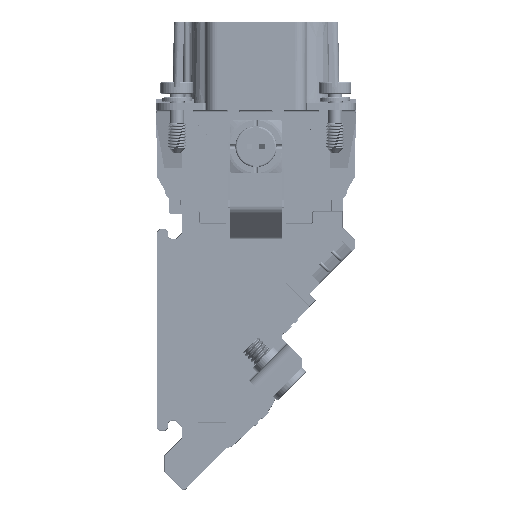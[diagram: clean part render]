
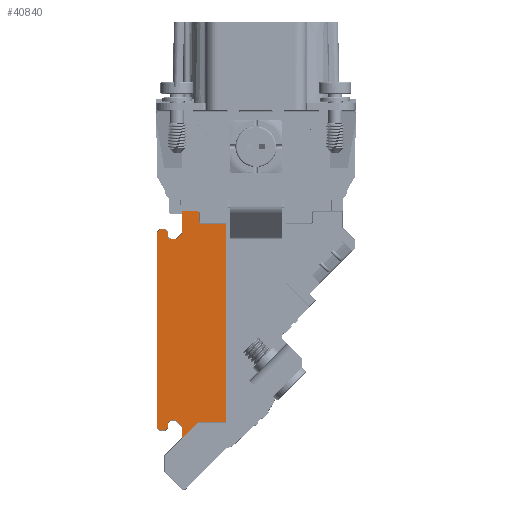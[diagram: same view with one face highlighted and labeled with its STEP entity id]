
A CAD part, front view. The second image highlights one B-rep face of the part: STEP entity #40840.
In plain terms, the highlighted planar face has unit normal (0, -1, 0).
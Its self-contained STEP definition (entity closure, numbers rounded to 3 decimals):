
#31697=B_SPLINE_CURVE_WITH_KNOTS('',3,(#203214,#203215,#203216,#203217),
 .UNSPECIFIED.,.F.,.F.,(4,4),(0.,1.),.UNSPECIFIED.);
#31703=B_SPLINE_CURVE_WITH_KNOTS('',3,(#203262,#203263,#203264,#203265),
 .UNSPECIFIED.,.F.,.F.,(4,4),(0.,1.),.UNSPECIFIED.);
#37049=CIRCLE('',#152714,0.601);
#37051=CIRCLE('',#152726,0.601);
#40840=ADVANCED_FACE('',(#50732),#46193,.T.);
#46193=PLANE('',#152828);
#50732=FACE_OUTER_BOUND('',#56854,.T.);
#56854=EDGE_LOOP('',(#72554,#72555,#72556,#72557,#72558,#72559,#72560,#72561,
#72562,#72563,#72564,#72565,#72566,#72567,#72568,#72569,#72570,#72571,#72572,
#72573,#72574,#72575,#72576,#72577,#72578));
#72554=ORIENTED_EDGE('',*,*,#114342,.F.);
#72555=ORIENTED_EDGE('',*,*,#114347,.T.);
#72556=ORIENTED_EDGE('',*,*,#114351,.F.);
#72557=ORIENTED_EDGE('',*,*,#114354,.F.);
#72558=ORIENTED_EDGE('',*,*,#114357,.F.);
#72559=ORIENTED_EDGE('',*,*,#114360,.F.);
#72560=ORIENTED_EDGE('',*,*,#114363,.F.);
#72561=ORIENTED_EDGE('',*,*,#114366,.F.);
#72562=ORIENTED_EDGE('',*,*,#114369,.F.);
#72563=ORIENTED_EDGE('',*,*,#114372,.F.);
#72564=ORIENTED_EDGE('',*,*,#114375,.F.);
#72565=ORIENTED_EDGE('',*,*,#114378,.F.);
#72566=ORIENTED_EDGE('',*,*,#114381,.F.);
#72567=ORIENTED_EDGE('',*,*,#114384,.F.);
#72568=ORIENTED_EDGE('',*,*,#114387,.F.);
#72569=ORIENTED_EDGE('',*,*,#114390,.F.);
#72570=ORIENTED_EDGE('',*,*,#114393,.F.);
#72571=ORIENTED_EDGE('',*,*,#114397,.F.);
#72572=ORIENTED_EDGE('',*,*,#114411,.T.);
#72573=ORIENTED_EDGE('',*,*,#114421,.F.);
#72574=ORIENTED_EDGE('',*,*,#114414,.F.);
#72575=ORIENTED_EDGE('',*,*,#114565,.F.);
#72576=ORIENTED_EDGE('',*,*,#114562,.T.);
#72577=ORIENTED_EDGE('',*,*,#114577,.F.);
#72578=ORIENTED_EDGE('',*,*,#114578,.T.);
#100824=VERTEX_POINT('',#202767);
#100825=VERTEX_POINT('',#202769);
#100828=VERTEX_POINT('',#202777);
#100830=VERTEX_POINT('',#202787);
#100832=VERTEX_POINT('',#202793);
#100834=VERTEX_POINT('',#202799);
#100836=VERTEX_POINT('',#202805);
#100838=VERTEX_POINT('',#202811);
#100840=VERTEX_POINT('',#202817);
#100842=VERTEX_POINT('',#202823);
#100844=VERTEX_POINT('',#202829);
#100846=VERTEX_POINT('',#202835);
#100848=VERTEX_POINT('',#202841);
#100850=VERTEX_POINT('',#202847);
#100852=VERTEX_POINT('',#202853);
#100854=VERTEX_POINT('',#202859);
#100856=VERTEX_POINT('',#202865);
#100858=VERTEX_POINT('',#202871);
#100861=VERTEX_POINT('',#202879);
#100871=VERTEX_POINT('',#202907);
#100874=VERTEX_POINT('',#202914);
#100875=VERTEX_POINT('',#202916);
#100971=VERTEX_POINT('',#203212);
#100973=VERTEX_POINT('',#203218);
#100981=VERTEX_POINT('',#203261);
#114342=EDGE_CURVE('',#100824,#100825,#130496,.T.);
#114347=EDGE_CURVE('',#100824,#100828,#130501,.T.);
#114351=EDGE_CURVE('',#100830,#100828,#130504,.T.);
#114354=EDGE_CURVE('',#100832,#100830,#130507,.T.);
#114357=EDGE_CURVE('',#100834,#100832,#37049,.T.);
#114360=EDGE_CURVE('',#100836,#100834,#130511,.T.);
#114363=EDGE_CURVE('',#100838,#100836,#130514,.T.);
#114366=EDGE_CURVE('',#100840,#100838,#130517,.T.);
#114369=EDGE_CURVE('',#100842,#100840,#130520,.T.);
#114372=EDGE_CURVE('',#100844,#100842,#130523,.T.);
#114375=EDGE_CURVE('',#100846,#100844,#130526,.T.);
#114378=EDGE_CURVE('',#100848,#100846,#130529,.T.);
#114381=EDGE_CURVE('',#100850,#100848,#130532,.T.);
#114384=EDGE_CURVE('',#100852,#100850,#130535,.T.);
#114387=EDGE_CURVE('',#100854,#100852,#37051,.T.);
#114390=EDGE_CURVE('',#100856,#100854,#130539,.T.);
#114393=EDGE_CURVE('',#100858,#100856,#130542,.T.);
#114397=EDGE_CURVE('',#100861,#100858,#130546,.T.);
#114411=EDGE_CURVE('',#100861,#100871,#130558,.T.);
#114414=EDGE_CURVE('',#100874,#100875,#130561,.T.);
#114421=EDGE_CURVE('',#100875,#100871,#130568,.T.);
#114562=EDGE_CURVE('',#100973,#100971,#31697,.T.);
#114565=EDGE_CURVE('',#100973,#100874,#130670,.T.);
#114577=EDGE_CURVE('',#100981,#100971,#130678,.T.);
#114578=EDGE_CURVE('',#100981,#100825,#31703,.T.);
#130496=LINE('',#202768,#142221);
#130501=LINE('',#202778,#142226);
#130504=LINE('',#202789,#142229);
#130507=LINE('',#202795,#142232);
#130511=LINE('',#202807,#142236);
#130514=LINE('',#202813,#142239);
#130517=LINE('',#202819,#142242);
#130520=LINE('',#202825,#142245);
#130523=LINE('',#202831,#142248);
#130526=LINE('',#202837,#142251);
#130529=LINE('',#202843,#142254);
#130532=LINE('',#202849,#142257);
#130535=LINE('',#202855,#142260);
#130539=LINE('',#202867,#142264);
#130542=LINE('',#202873,#142267);
#130546=LINE('',#202880,#142271);
#130558=LINE('',#202908,#142283);
#130561=LINE('',#202915,#142286);
#130568=LINE('',#202928,#142293);
#130670=LINE('',#203226,#142395);
#130678=LINE('',#203260,#142403);
#142221=VECTOR('',#169224,1.);
#142226=VECTOR('',#169231,1.);
#142229=VECTOR('',#169236,1.);
#142232=VECTOR('',#169241,1.);
#142236=VECTOR('',#169253,1.);
#142239=VECTOR('',#169258,1.);
#142242=VECTOR('',#169263,1.);
#142245=VECTOR('',#169268,1.);
#142248=VECTOR('',#169273,1.);
#142251=VECTOR('',#169278,1.);
#142254=VECTOR('',#169283,1.);
#142257=VECTOR('',#169288,1.);
#142260=VECTOR('',#169293,1.);
#142264=VECTOR('',#169305,1.);
#142267=VECTOR('',#169310,1.);
#142271=VECTOR('',#169316,1.);
#142283=VECTOR('',#169340,1.);
#142286=VECTOR('',#169345,1.);
#142293=VECTOR('',#169356,1.);
#142395=VECTOR('',#169626,1.);
#142403=VECTOR('',#169642,1.);
#152714=AXIS2_PLACEMENT_3D('',#202801,#169246,#169247);
#152726=AXIS2_PLACEMENT_3D('',#202861,#169298,#169299);
#152828=AXIS2_PLACEMENT_3D('',#203266,#169643,#169644);
#169224=DIRECTION('',(1.,0.,0.));
#169231=DIRECTION('',(0.,0.,-1.));
#169236=DIRECTION('',(0.707,0.,0.707));
#169241=DIRECTION('',(1.,0.,0.));
#169246=DIRECTION('',(0.,-1.,0.));
#169247=DIRECTION('',(-1.,0.,0.));
#169253=DIRECTION('',(0.,0.,-1.));
#169258=DIRECTION('',(0.707,0.,-0.707));
#169263=DIRECTION('',(1.,0.,0.));
#169268=DIRECTION('',(0.707,0.,0.707));
#169273=DIRECTION('',(0.,0.,1.));
#169278=DIRECTION('',(-0.707,0.,0.707));
#169283=DIRECTION('',(-1.,0.,0.));
#169288=DIRECTION('',(-0.707,0.,-0.707));
#169293=DIRECTION('',(0.,0.,-1.));
#169298=DIRECTION('',(0.,-1.,0.));
#169299=DIRECTION('',(0.,0.,1.));
#169305=DIRECTION('',(-1.,0.,0.));
#169310=DIRECTION('',(-0.707,0.,0.707));
#169316=DIRECTION('',(0.,0.,1.));
#169340=DIRECTION('',(0.707,0.,0.707));
#169345=DIRECTION('',(0.,0.,-1.));
#169356=DIRECTION('',(-1.,0.,0.));
#169626=DIRECTION('',(1.,0.,0.));
#169642=DIRECTION('',(0.,0.,-1.));
#169643=DIRECTION('',(0.,-1.,0.));
#169644=DIRECTION('',(-1.,0.,0.));
#202767=CARTESIAN_POINT('',(-12.525,-8.87,-19.132));
#202768=CARTESIAN_POINT('',(-12.525,-8.87,-19.132));
#202769=CARTESIAN_POINT('',(-9.992,-8.87,-19.132));
#202777=CARTESIAN_POINT('',(-12.525,-8.87,-22.787));
#202778=CARTESIAN_POINT('',(-12.525,-8.87,-19.132));
#202787=CARTESIAN_POINT('',(-13.586,-8.87,-23.848));
#202789=CARTESIAN_POINT('',(-13.586,-8.87,-23.848));
#202793=CARTESIAN_POINT('',(-14.429,-8.87,-23.848));
#202795=CARTESIAN_POINT('',(-14.429,-8.87,-23.848));
#202799=CARTESIAN_POINT('',(-15.03,-8.87,-23.246));
#202801=CARTESIAN_POINT('',(-14.429,-8.87,-23.246));
#202805=CARTESIAN_POINT('',(-15.03,-8.87,-22.587));
#202807=CARTESIAN_POINT('',(-15.03,-8.87,-22.587));
#202811=CARTESIAN_POINT('',(-15.472,-8.87,-22.144));
#202813=CARTESIAN_POINT('',(-15.472,-8.87,-22.144));
#202817=CARTESIAN_POINT('',(-16.341,-8.87,-22.144));
#202819=CARTESIAN_POINT('',(-16.341,-8.87,-22.144));
#202823=CARTESIAN_POINT('',(-16.783,-8.87,-22.587));
#202825=CARTESIAN_POINT('',(-16.783,-8.87,-22.587));
#202829=CARTESIAN_POINT('',(-16.783,-8.87,-55.97));
#202831=CARTESIAN_POINT('',(-16.783,-8.87,-55.97));
#202835=CARTESIAN_POINT('',(-16.341,-8.87,-56.412));
#202837=CARTESIAN_POINT('',(-16.341,-8.87,-56.412));
#202841=CARTESIAN_POINT('',(-15.472,-8.87,-56.412));
#202843=CARTESIAN_POINT('',(-15.472,-8.87,-56.412));
#202847=CARTESIAN_POINT('',(-15.03,-8.87,-55.97));
#202849=CARTESIAN_POINT('',(-15.03,-8.87,-55.97));
#202853=CARTESIAN_POINT('',(-15.03,-8.87,-55.31));
#202855=CARTESIAN_POINT('',(-15.03,-8.87,-55.31));
#202859=CARTESIAN_POINT('',(-14.429,-8.87,-54.709));
#202861=CARTESIAN_POINT('',(-14.429,-8.87,-55.31));
#202865=CARTESIAN_POINT('',(-13.586,-8.87,-54.709));
#202867=CARTESIAN_POINT('',(-13.586,-8.87,-54.709));
#202871=CARTESIAN_POINT('',(-12.525,-8.87,-55.77));
#202873=CARTESIAN_POINT('',(-12.525,-8.87,-55.77));
#202879=CARTESIAN_POINT('',(-12.525,-8.87,-57.716));
#202880=CARTESIAN_POINT('',(-12.525,-8.87,-57.716));
#202907=CARTESIAN_POINT('',(-9.822,-8.87,-55.014));
#202908=CARTESIAN_POINT('',(-12.525,-8.87,-57.716));
#202914=CARTESIAN_POINT('',(-5.173,-8.87,-21.232));
#202915=CARTESIAN_POINT('',(-5.173,-8.87,-21.232));
#202916=CARTESIAN_POINT('',(-5.173,-8.87,-55.014));
#202928=CARTESIAN_POINT('',(-5.173,-8.87,-55.014));
#203212=CARTESIAN_POINT('',(-9.693,-8.87,-20.932));
#203214=CARTESIAN_POINT('',(-9.393,-8.87,-21.232));
#203215=CARTESIAN_POINT('',(-9.558,-8.87,-21.232));
#203216=CARTESIAN_POINT('',(-9.693,-8.87,-21.098));
#203217=CARTESIAN_POINT('',(-9.693,-8.87,-20.932));
#203218=CARTESIAN_POINT('',(-9.393,-8.87,-21.232));
#203226=CARTESIAN_POINT('',(-9.393,-8.87,-21.232));
#203260=CARTESIAN_POINT('',(-9.693,-8.87,-19.431));
#203261=CARTESIAN_POINT('',(-9.693,-8.87,-19.431));
#203262=CARTESIAN_POINT('',(-9.693,-8.87,-19.431));
#203263=CARTESIAN_POINT('',(-9.693,-8.87,-19.266));
#203264=CARTESIAN_POINT('',(-9.826,-8.87,-19.132));
#203265=CARTESIAN_POINT('',(-9.992,-8.87,-19.132));
#203266=CARTESIAN_POINT('',(0.,-8.87,0.));
